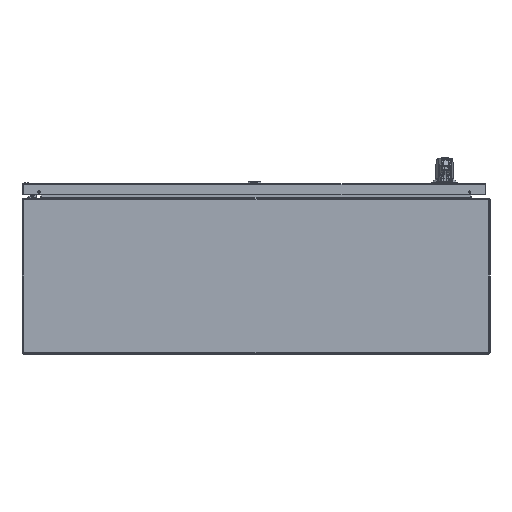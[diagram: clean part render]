
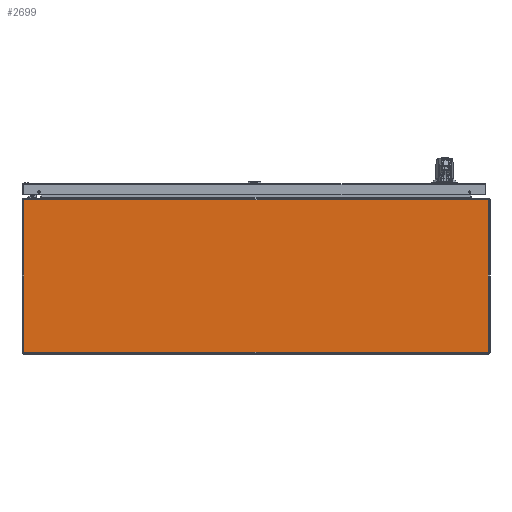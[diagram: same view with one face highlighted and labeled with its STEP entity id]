
A CAD part, front view. The second image highlights one B-rep face of the part: STEP entity #2699.
In plain terms, the highlighted planar face has unit normal (0, -1, 0).
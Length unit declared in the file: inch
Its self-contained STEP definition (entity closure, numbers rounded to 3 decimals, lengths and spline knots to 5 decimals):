
#787 = VERTEX_POINT ( 'NONE', #21155 ) ;
#2699 = ADVANCED_FACE ( 'NONE', ( #90366 ), #40776, .F. ) ;
#3463 = DIRECTION ( 'NONE',  ( 0., 0., -1. ) ) ;
#9682 = VERTEX_POINT ( 'NONE', #115926 ) ;
#14439 = ORIENTED_EDGE ( 'NONE', *, *, #110200, .F. ) ;
#21155 = CARTESIAN_POINT ( 'NONE',  ( 17.88189, -30., 5.88189 ) ) ;
#29386 = LINE ( 'NONE', #119281, #110558 ) ;
#35775 = VECTOR ( 'NONE', #3463, 39.37008 ) ;
#38183 = EDGE_CURVE ( 'NONE', #9682, #787, #29386, .T. ) ;
#40776 = PLANE ( 'NONE',  #116147 ) ;
#42189 = LINE ( 'NONE', #94436, #67230 ) ;
#54369 = ORIENTED_EDGE ( 'NONE', *, *, #86854, .F. ) ;
#63809 = CARTESIAN_POINT ( 'NONE',  ( 17.88189, -30., -5.88189 ) ) ;
#67230 = VECTOR ( 'NONE', #82360, 39.37008 ) ;
#70798 = CARTESIAN_POINT ( 'NONE',  ( -18., -30., -5.88189 ) ) ;
#71447 = LINE ( 'NONE', #70798, #85171 ) ;
#72784 = DIRECTION ( 'NONE',  ( -1., 0., 0. ) ) ;
#77486 = ORIENTED_EDGE ( 'NONE', *, *, #119066, .F. ) ;
#81636 = DIRECTION ( 'NONE',  ( 0., 0., 1. ) ) ;
#82360 = DIRECTION ( 'NONE',  ( 0., 0., 1. ) ) ;
#84559 = LINE ( 'NONE', #125549, #35775 ) ;
#85022 = VERTEX_POINT ( 'NONE', #105226 ) ;
#85171 = VECTOR ( 'NONE', #72784, 39.37008 ) ;
#86854 = EDGE_CURVE ( 'NONE', #89764, #85022, #71447, .T. ) ;
#89764 = VERTEX_POINT ( 'NONE', #63809 ) ;
#90366 = FACE_OUTER_BOUND ( 'NONE', #128143, .T. ) ;
#94436 = CARTESIAN_POINT ( 'NONE',  ( -17.88189, -30., 6. ) ) ;
#99780 = DIRECTION ( 'NONE',  ( 1., 0., 0. ) ) ;
#105226 = CARTESIAN_POINT ( 'NONE',  ( -17.88189, -30., -5.88189 ) ) ;
#110200 = EDGE_CURVE ( 'NONE', #85022, #9682, #42189, .T. ) ;
#110558 = VECTOR ( 'NONE', #99780, 39.37008 ) ;
#111855 = CARTESIAN_POINT ( 'NONE',  ( -18., -30., 6. ) ) ;
#115926 = CARTESIAN_POINT ( 'NONE',  ( -17.88189, -30., 5.88189 ) ) ;
#116147 = AXIS2_PLACEMENT_3D ( 'NONE', #111855, #130708, #81636 ) ;
#118254 = ORIENTED_EDGE ( 'NONE', *, *, #38183, .F. ) ;
#119066 = EDGE_CURVE ( 'NONE', #787, #89764, #84559, .T. ) ;
#119281 = CARTESIAN_POINT ( 'NONE',  ( -18., -30., 5.88189 ) ) ;
#125549 = CARTESIAN_POINT ( 'NONE',  ( 17.88189, -30., 6. ) ) ;
#128143 = EDGE_LOOP ( 'NONE', ( #54369, #77486, #118254, #14439 ) ) ;
#130708 = DIRECTION ( 'NONE',  ( 0., 1., 0. ) ) ;
